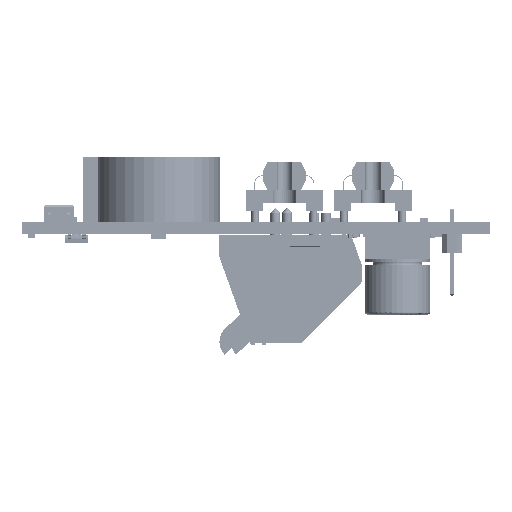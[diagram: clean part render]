
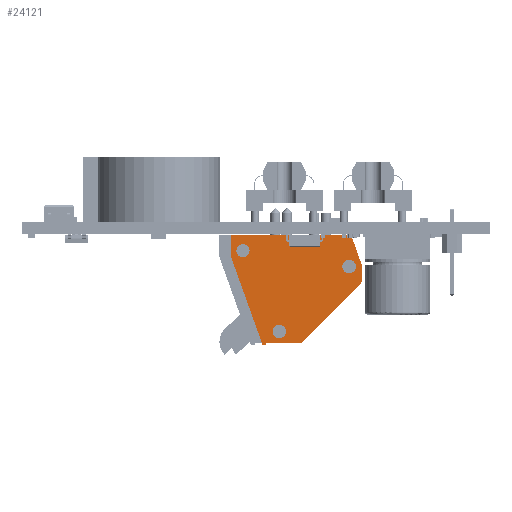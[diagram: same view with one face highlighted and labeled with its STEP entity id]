
A CAD part, left-side view. The second image highlights one B-rep face of the part: STEP entity #24121.
In plain terms, the highlighted face is planar.
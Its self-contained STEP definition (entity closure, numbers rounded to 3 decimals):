
#884=FACE_BOUND('',#4057,.T.);
#885=FACE_BOUND('',#4058,.T.);
#886=FACE_BOUND('',#4059,.T.);
#1350=PLANE('',#26296);
#2410=FACE_OUTER_BOUND('',#4056,.T.);
#4056=EDGE_LOOP('',(#19438,#19439,#19440,#19441,#19442,#19443,#19444,#19445,
#19446,#19447,#19448));
#4057=EDGE_LOOP('',(#19449));
#4058=EDGE_LOOP('',(#19450));
#4059=EDGE_LOOP('',(#19451));
#5958=LINE('',#38633,#8054);
#5959=LINE('',#38635,#8055);
#5960=LINE('',#38637,#8056);
#5961=LINE('',#38639,#8057);
#5962=LINE('',#38641,#8058);
#5963=LINE('',#38643,#8059);
#5964=LINE('',#38645,#8060);
#5965=LINE('',#38647,#8061);
#5966=LINE('',#38651,#8062);
#8054=VECTOR('',#31571,10.);
#8055=VECTOR('',#31572,10.);
#8056=VECTOR('',#31573,10.);
#8057=VECTOR('',#31574,10.);
#8058=VECTOR('',#31575,10.);
#8059=VECTOR('',#31576,10.);
#8060=VECTOR('',#31577,10.);
#8061=VECTOR('',#31578,10.);
#8062=VECTOR('',#31581,10.);
#9563=CIRCLE('',#26286,0.854);
#9565=CIRCLE('',#26290,0.87);
#9567=CIRCLE('',#26294,0.882);
#9568=CIRCLE('',#26297,1.);
#9569=CIRCLE('',#26298,1.);
#11359=VERTEX_POINT('',#38612);
#11361=VERTEX_POINT('',#38619);
#11363=VERTEX_POINT('',#38626);
#11364=VERTEX_POINT('',#38631);
#11365=VERTEX_POINT('',#38632);
#11366=VERTEX_POINT('',#38634);
#11367=VERTEX_POINT('',#38636);
#11368=VERTEX_POINT('',#38638);
#11369=VERTEX_POINT('',#38640);
#11370=VERTEX_POINT('',#38642);
#11371=VERTEX_POINT('',#38644);
#11372=VERTEX_POINT('',#38646);
#11373=VERTEX_POINT('',#38648);
#11374=VERTEX_POINT('',#38650);
#14184=EDGE_CURVE('',#11359,#11359,#9563,.T.);
#14187=EDGE_CURVE('',#11361,#11361,#9565,.T.);
#14190=EDGE_CURVE('',#11363,#11363,#9567,.T.);
#14191=EDGE_CURVE('',#11364,#11365,#5958,.T.);
#14192=EDGE_CURVE('',#11365,#11366,#5959,.T.);
#14193=EDGE_CURVE('',#11366,#11367,#5960,.T.);
#14194=EDGE_CURVE('',#11367,#11368,#5961,.T.);
#14195=EDGE_CURVE('',#11368,#11369,#5962,.T.);
#14196=EDGE_CURVE('',#11369,#11370,#5963,.T.);
#14197=EDGE_CURVE('',#11370,#11371,#5964,.T.);
#14198=EDGE_CURVE('',#11371,#11372,#5965,.T.);
#14199=EDGE_CURVE('',#11372,#11373,#9568,.T.);
#14200=EDGE_CURVE('',#11373,#11374,#5966,.T.);
#14201=EDGE_CURVE('',#11374,#11364,#9569,.T.);
#19438=ORIENTED_EDGE('',*,*,#14191,.T.);
#19439=ORIENTED_EDGE('',*,*,#14192,.T.);
#19440=ORIENTED_EDGE('',*,*,#14193,.T.);
#19441=ORIENTED_EDGE('',*,*,#14194,.T.);
#19442=ORIENTED_EDGE('',*,*,#14195,.T.);
#19443=ORIENTED_EDGE('',*,*,#14196,.T.);
#19444=ORIENTED_EDGE('',*,*,#14197,.T.);
#19445=ORIENTED_EDGE('',*,*,#14198,.T.);
#19446=ORIENTED_EDGE('',*,*,#14199,.T.);
#19447=ORIENTED_EDGE('',*,*,#14200,.T.);
#19448=ORIENTED_EDGE('',*,*,#14201,.T.);
#19449=ORIENTED_EDGE('',*,*,#14184,.T.);
#19450=ORIENTED_EDGE('',*,*,#14187,.T.);
#19451=ORIENTED_EDGE('',*,*,#14190,.T.);
#24121=ADVANCED_FACE('',(#2410,#884,#885,#886),#1350,.F.);
#26286=AXIS2_PLACEMENT_3D('',#38614,#31547,#31548);
#26290=AXIS2_PLACEMENT_3D('',#38621,#31556,#31557);
#26294=AXIS2_PLACEMENT_3D('',#38628,#31565,#31566);
#26296=AXIS2_PLACEMENT_3D('',#38630,#31569,#31570);
#26297=AXIS2_PLACEMENT_3D('',#38649,#31579,#31580);
#26298=AXIS2_PLACEMENT_3D('',#38652,#31582,#31583);
#31547=DIRECTION('center_axis',(-1.,0.,0.));
#31548=DIRECTION('ref_axis',(0.,1.,0.));
#31556=DIRECTION('center_axis',(-1.,0.,0.));
#31557=DIRECTION('ref_axis',(0.,1.,0.));
#31565=DIRECTION('center_axis',(-1.,0.,0.));
#31566=DIRECTION('ref_axis',(0.,1.,0.));
#31569=DIRECTION('center_axis',(-1.,0.,0.));
#31570=DIRECTION('ref_axis',(0.,1.,0.));
#31571=DIRECTION('',(0.,0.331,-0.944));
#31572=DIRECTION('',(0.,1.,0.));
#31573=DIRECTION('',(0.,0.,1.));
#31574=DIRECTION('',(0.,-0.338,0.941));
#31575=DIRECTION('',(0.,-1.,0.));
#31576=DIRECTION('',(0.,0.,-1.));
#31577=DIRECTION('',(0.,-1.,0.));
#31578=DIRECTION('',(0.,-0.71,-0.704));
#31579=DIRECTION('center_axis',(1.,0.,0.));
#31580=DIRECTION('ref_axis',(0.,-1.,0.));
#31581=DIRECTION('',(0.,0.,-1.));
#31582=DIRECTION('center_axis',(1.,0.,0.));
#31583=DIRECTION('ref_axis',(0.,-0.944,-0.331));
#38612=CARTESIAN_POINT('',(4.982,9.985,2.192));
#38614=CARTESIAN_POINT('Origin',(4.982,10.839,2.192));
#38619=CARTESIAN_POINT('',(4.982,5.248,12.715));
#38621=CARTESIAN_POINT('Origin',(4.982,6.118,12.715));
#38626=CARTESIAN_POINT('',(4.982,-3.866,4.257));
#38628=CARTESIAN_POINT('Origin',(4.982,-2.984,4.257));
#38630=CARTESIAN_POINT('Origin',(4.982,3.883,7.269));
#38631=CARTESIAN_POINT('',(4.982,-4.576,3.891));
#38632=CARTESIAN_POINT('',(4.982,-3.242,0.092));
#38633=CARTESIAN_POINT('',(4.982,-3.242,0.092));
#38634=CARTESIAN_POINT('',(4.982,12.398,0.092));
#38635=CARTESIAN_POINT('',(4.982,-3.242,0.092));
#38636=CARTESIAN_POINT('',(4.982,12.398,2.985));
#38637=CARTESIAN_POINT('',(4.982,12.398,0.092));
#38638=CARTESIAN_POINT('',(4.982,8.288,14.447));
#38639=CARTESIAN_POINT('',(4.982,12.398,2.985));
#38640=CARTESIAN_POINT('',(4.982,7.802,14.447));
#38641=CARTESIAN_POINT('',(4.982,8.288,14.447));
#38642=CARTESIAN_POINT('',(4.982,7.802,14.192));
#38643=CARTESIAN_POINT('',(4.982,7.802,14.447));
#38644=CARTESIAN_POINT('',(4.982,3.219,14.192));
#38645=CARTESIAN_POINT('',(4.982,7.802,14.192));
#38646=CARTESIAN_POINT('',(4.982,-4.336,6.697));
#38647=CARTESIAN_POINT('',(4.982,3.219,14.192));
#38648=CARTESIAN_POINT('',(4.982,-4.632,5.987));
#38649=CARTESIAN_POINT('Origin',(4.982,-3.632,5.987));
#38650=CARTESIAN_POINT('',(4.982,-4.632,4.223));
#38651=CARTESIAN_POINT('',(4.982,-4.632,4.223));
#38652=CARTESIAN_POINT('Origin',(4.982,-3.632,4.223));
